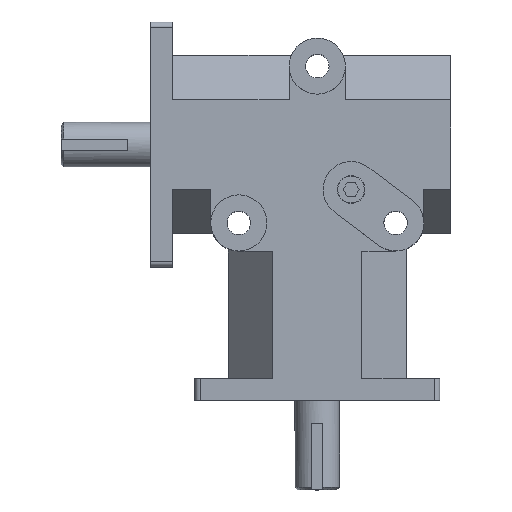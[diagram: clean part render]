
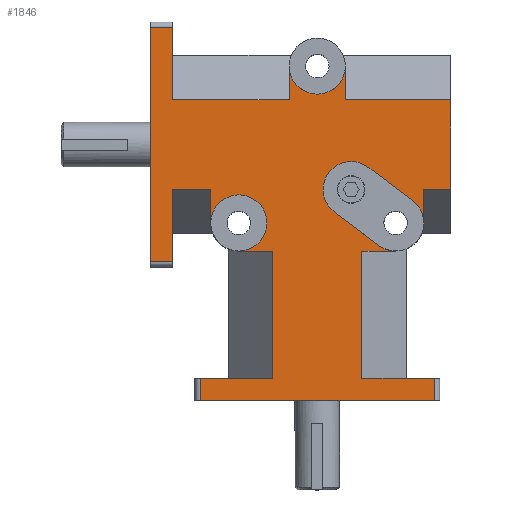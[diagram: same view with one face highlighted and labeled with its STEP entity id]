
A CAD part, top view. The second image highlights one B-rep face of the part: STEP entity #1846.
In plain terms, the highlighted planar face has unit normal (0, 0, 1).
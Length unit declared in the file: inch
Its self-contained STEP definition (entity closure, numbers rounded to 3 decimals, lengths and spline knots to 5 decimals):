
#61=CIRCLE('',#3124,0.315);
#62=CIRCLE('',#3125,0.315);
#63=CIRCLE('',#3126,0.315);
#64=CIRCLE('',#3127,0.315);
#65=CIRCLE('',#3128,0.315);
#149=VECTOR('',#2046,1.);
#156=VECTOR('',#2057,1.);
#161=VECTOR('',#2066,1.);
#162=VECTOR('',#2067,1.);
#163=VECTOR('',#2068,1.);
#164=VECTOR('',#2069,1.);
#165=VECTOR('',#2070,1.);
#166=VECTOR('',#2071,1.);
#167=VECTOR('',#2072,1.);
#168=VECTOR('',#2075,1.);
#169=VECTOR('',#2078,1.);
#170=VECTOR('',#2081,1.);
#171=VECTOR('',#2082,1.);
#172=VECTOR('',#2083,1.);
#173=VECTOR('',#2084,1.);
#174=VECTOR('',#2085,1.);
#175=VECTOR('',#2088,1.);
#176=VECTOR('',#2089,1.);
#177=VECTOR('',#2090,1.);
#178=VECTOR('',#2091,1.);
#179=VECTOR('',#2092,1.);
#180=VECTOR('',#2093,1.);
#181=VECTOR('',#2094,1.);
#182=VECTOR('',#2095,1.);
#183=VECTOR('',#2096,1.);
#317=LINE('',#2555,#149);
#324=LINE('',#2573,#156);
#329=LINE('',#2584,#161);
#330=LINE('',#2586,#162);
#331=LINE('',#2588,#163);
#332=LINE('',#2590,#164);
#333=LINE('',#2592,#165);
#334=LINE('',#2594,#166);
#335=LINE('',#2595,#167);
#336=LINE('',#2599,#168);
#337=LINE('',#2603,#169);
#338=LINE('',#2607,#170);
#339=LINE('',#2609,#171);
#340=LINE('',#2611,#172);
#341=LINE('',#2613,#173);
#342=LINE('',#2615,#174);
#343=LINE('',#2619,#175);
#344=LINE('',#2621,#176);
#345=LINE('',#2623,#177);
#346=LINE('',#2625,#178);
#347=LINE('',#2627,#179);
#348=LINE('',#2629,#180);
#349=LINE('',#2631,#181);
#350=LINE('',#2633,#182);
#351=LINE('',#2635,#183);
#487=VERTEX_POINT('',#2554);
#488=VERTEX_POINT('',#2556);
#494=VERTEX_POINT('',#2571);
#496=VERTEX_POINT('',#2574);
#499=VERTEX_POINT('',#2585);
#500=VERTEX_POINT('',#2587);
#501=VERTEX_POINT('',#2589);
#502=VERTEX_POINT('',#2591);
#503=VERTEX_POINT('',#2593);
#504=VERTEX_POINT('',#2596);
#505=VERTEX_POINT('',#2598);
#506=VERTEX_POINT('',#2600);
#507=VERTEX_POINT('',#2602);
#508=VERTEX_POINT('',#2604);
#509=VERTEX_POINT('',#2606);
#510=VERTEX_POINT('',#2608);
#511=VERTEX_POINT('',#2610);
#512=VERTEX_POINT('',#2612);
#513=VERTEX_POINT('',#2614);
#514=VERTEX_POINT('',#2616);
#515=VERTEX_POINT('',#2618);
#516=VERTEX_POINT('',#2620);
#517=VERTEX_POINT('',#2622);
#518=VERTEX_POINT('',#2624);
#519=VERTEX_POINT('',#2626);
#520=VERTEX_POINT('',#2628);
#521=VERTEX_POINT('',#2630);
#522=VERTEX_POINT('',#2632);
#523=VERTEX_POINT('',#2634);
#524=VERTEX_POINT('',#2636);
#691=EDGE_CURVE('',#488,#487,#317,.T.);
#699=EDGE_CURVE('',#496,#494,#324,.T.);
#705=EDGE_CURVE('',#488,#499,#329,.T.);
#706=EDGE_CURVE('',#500,#487,#330,.T.);
#707=EDGE_CURVE('',#501,#500,#331,.T.);
#708=EDGE_CURVE('',#502,#501,#332,.T.);
#709=EDGE_CURVE('',#503,#502,#333,.T.);
#710=EDGE_CURVE('',#496,#503,#334,.T.);
#711=EDGE_CURVE('',#504,#494,#335,.T.);
#712=EDGE_CURVE('',#504,#505,#61,.T.);
#713=EDGE_CURVE('',#505,#506,#336,.T.);
#714=EDGE_CURVE('',#506,#507,#62,.T.);
#715=EDGE_CURVE('',#507,#508,#337,.T.);
#716=EDGE_CURVE('',#508,#509,#63,.T.);
#717=EDGE_CURVE('',#510,#509,#338,.T.);
#718=EDGE_CURVE('',#510,#511,#339,.T.);
#719=EDGE_CURVE('',#511,#512,#340,.T.);
#720=EDGE_CURVE('',#512,#513,#341,.T.);
#721=EDGE_CURVE('',#513,#514,#342,.T.);
#722=EDGE_CURVE('',#514,#515,#64,.T.);
#723=EDGE_CURVE('',#516,#515,#343,.T.);
#724=EDGE_CURVE('',#516,#517,#344,.T.);
#725=EDGE_CURVE('',#517,#518,#345,.T.);
#726=EDGE_CURVE('',#519,#518,#346,.T.);
#727=EDGE_CURVE('',#520,#519,#347,.T.);
#728=EDGE_CURVE('',#521,#520,#348,.T.);
#729=EDGE_CURVE('',#522,#521,#349,.T.);
#730=EDGE_CURVE('',#522,#523,#350,.T.);
#731=EDGE_CURVE('',#523,#524,#351,.T.);
#732=EDGE_CURVE('',#524,#499,#65,.T.);
#973=ORIENTED_EDGE('',*,*,#705,.F.);
#974=ORIENTED_EDGE('',*,*,#691,.T.);
#975=ORIENTED_EDGE('',*,*,#706,.F.);
#976=ORIENTED_EDGE('',*,*,#707,.F.);
#977=ORIENTED_EDGE('',*,*,#708,.F.);
#978=ORIENTED_EDGE('',*,*,#709,.F.);
#979=ORIENTED_EDGE('',*,*,#710,.F.);
#980=ORIENTED_EDGE('',*,*,#699,.T.);
#981=ORIENTED_EDGE('',*,*,#711,.F.);
#982=ORIENTED_EDGE('',*,*,#712,.T.);
#983=ORIENTED_EDGE('',*,*,#713,.T.);
#984=ORIENTED_EDGE('',*,*,#714,.T.);
#985=ORIENTED_EDGE('',*,*,#715,.T.);
#986=ORIENTED_EDGE('',*,*,#716,.T.);
#987=ORIENTED_EDGE('',*,*,#717,.F.);
#988=ORIENTED_EDGE('',*,*,#718,.T.);
#989=ORIENTED_EDGE('',*,*,#719,.T.);
#990=ORIENTED_EDGE('',*,*,#720,.T.);
#991=ORIENTED_EDGE('',*,*,#721,.T.);
#992=ORIENTED_EDGE('',*,*,#722,.T.);
#993=ORIENTED_EDGE('',*,*,#723,.F.);
#994=ORIENTED_EDGE('',*,*,#724,.T.);
#995=ORIENTED_EDGE('',*,*,#725,.T.);
#996=ORIENTED_EDGE('',*,*,#726,.F.);
#997=ORIENTED_EDGE('',*,*,#727,.F.);
#998=ORIENTED_EDGE('',*,*,#728,.F.);
#999=ORIENTED_EDGE('',*,*,#729,.F.);
#1000=ORIENTED_EDGE('',*,*,#730,.T.);
#1001=ORIENTED_EDGE('',*,*,#731,.T.);
#1002=ORIENTED_EDGE('',*,*,#732,.T.);
#1486=EDGE_LOOP('',(#973,#974,#975,#976,#977,#978,#979,#980,#981,#982,#983,
#984,#985,#986,#987,#988,#989,#990,#991,#992,#993,#994,#995,#996,#997,#998,
#999,#1000,#1001,#1002));
#1666=FACE_BOUND('',#1486,.T.);
#1846=ADVANCED_FACE('',(#1666),#1962,.T.);
#1962=PLANE('',#3123);
#2046=DIRECTION('',(0.,-1.,0.));
#2057=DIRECTION('',(0.,1.,0.));
#2065=DIRECTION('',(0.,0.,1.));
#2066=DIRECTION('',(-1.,0.,0.));
#2067=DIRECTION('',(1.,0.,0.));
#2068=DIRECTION('',(0.,1.,0.));
#2069=DIRECTION('',(-1.,0.,0.));
#2070=DIRECTION('',(0.,-1.,0.));
#2071=DIRECTION('',(1.,0.,0.));
#2072=DIRECTION('',(-1.,0.,0.));
#2073=DIRECTION('',(0.,0.,-1.));
#2074=DIRECTION('',(0.315,0.,0.));
#2075=DIRECTION('',(-0.8,0.6,0.));
#2076=DIRECTION('',(0.,0.,-1.));
#2077=DIRECTION('',(0.315,0.,0.));
#2078=DIRECTION('',(0.8,-0.6,0.));
#2079=DIRECTION('',(0.,0.,-1.));
#2080=DIRECTION('',(0.315,0.,0.));
#2081=DIRECTION('',(0.,-1.,0.));
#2082=DIRECTION('',(1.,0.,0.));
#2083=DIRECTION('',(0.,1.,0.));
#2084=DIRECTION('',(-1.,0.,0.));
#2085=DIRECTION('',(0.,1.,0.));
#2086=DIRECTION('',(0.,0.,-1.));
#2087=DIRECTION('',(0.315,0.,0.));
#2088=DIRECTION('',(0.,1.,0.));
#2089=DIRECTION('',(-1.,0.,0.));
#2090=DIRECTION('',(0.,1.,0.));
#2091=DIRECTION('',(1.,0.,0.));
#2092=DIRECTION('',(0.,1.,0.));
#2093=DIRECTION('',(-1.,0.,0.));
#2094=DIRECTION('',(0.,-1.,0.));
#2095=DIRECTION('',(1.,0.,0.));
#2096=DIRECTION('',(0.,-1.,0.));
#2097=DIRECTION('',(0.,0.,-1.));
#2098=DIRECTION('',(0.315,0.,0.));
#2554=CARTESIAN_POINT('',(-0.5,0.25,0.815));
#2555=CARTESIAN_POINT('',(-0.5,1.18072,0.815));
#2556=CARTESIAN_POINT('',(-0.5,1.68,0.815));
#2571=CARTESIAN_POINT('',(0.5,1.68,0.815));
#2573=CARTESIAN_POINT('',(0.5,1.18072,0.815));
#2574=CARTESIAN_POINT('',(0.5,0.25,0.815));
#2583=CARTESIAN_POINT('',(0.,2.11143,0.815));
#2584=CARTESIAN_POINT('',(-0.88,1.68,0.815));
#2585=CARTESIAN_POINT('',(-0.88,1.68,0.815));
#2586=CARTESIAN_POINT('',(-0.5,0.25,0.815));
#2587=CARTESIAN_POINT('',(-1.315,0.25,0.815));
#2588=CARTESIAN_POINT('',(-1.315,1.18072,0.815));
#2589=CARTESIAN_POINT('',(-1.315,0.,0.815));
#2590=CARTESIAN_POINT('',(1.375,0.,0.815));
#2591=CARTESIAN_POINT('',(1.315,0.,0.815));
#2592=CARTESIAN_POINT('',(1.315,1.05572,0.815));
#2593=CARTESIAN_POINT('',(1.315,0.25,0.815));
#2594=CARTESIAN_POINT('',(1.375,0.25,0.815));
#2595=CARTESIAN_POINT('',(-0.88,1.68,0.815));
#2596=CARTESIAN_POINT('',(0.88,1.68,0.815));
#2597=CARTESIAN_POINT('',(0.88,1.995,0.815));
#2598=CARTESIAN_POINT('',(0.691,1.743,0.815));
#2599=CARTESIAN_POINT('',(0.38266,1.97426,0.815));
#2600=CARTESIAN_POINT('',(0.191,2.118,0.815));
#2601=CARTESIAN_POINT('',(0.38,2.37,0.815));
#2602=CARTESIAN_POINT('',(0.569,2.622,0.815));
#2603=CARTESIAN_POINT('',(0.51066,2.66576,0.815));
#2604=CARTESIAN_POINT('',(1.069,2.247,0.815));
#2605=CARTESIAN_POINT('',(0.88,1.995,0.815));
#2606=CARTESIAN_POINT('',(1.195,1.995,0.815));
#2607=CARTESIAN_POINT('',(1.195,1.995,0.815));
#2608=CARTESIAN_POINT('',(1.195,2.375,0.815));
#2609=CARTESIAN_POINT('',(0.8125,2.375,0.815));
#2610=CARTESIAN_POINT('',(1.5,2.375,0.815));
#2611=CARTESIAN_POINT('',(1.5,0.05519,0.815));
#2612=CARTESIAN_POINT('',(1.5,3.375,0.815));
#2613=CARTESIAN_POINT('',(0.8125,3.375,0.815));
#2614=CARTESIAN_POINT('',(0.315,3.375,0.815));
#2615=CARTESIAN_POINT('',(0.315,2.93322,0.815));
#2616=CARTESIAN_POINT('',(0.315,3.755,0.815));
#2617=CARTESIAN_POINT('',(0.,3.755,0.815));
#2618=CARTESIAN_POINT('',(-0.315,3.755,0.815));
#2619=CARTESIAN_POINT('',(-0.315,3.755,0.815));
#2620=CARTESIAN_POINT('',(-0.315,3.375,0.815));
#2621=CARTESIAN_POINT('',(0.8125,3.375,0.815));
#2622=CARTESIAN_POINT('',(-1.625,3.375,0.815));
#2623=CARTESIAN_POINT('',(-1.625,2.88384,0.815));
#2624=CARTESIAN_POINT('',(-1.625,4.19,0.815));
#2625=CARTESIAN_POINT('',(-0.8125,4.19,0.815));
#2626=CARTESIAN_POINT('',(-1.875,4.19,0.815));
#2627=CARTESIAN_POINT('',(-1.875,4.25,0.815));
#2628=CARTESIAN_POINT('',(-1.875,1.56,0.815));
#2629=CARTESIAN_POINT('',(-0.9375,1.56,0.815));
#2630=CARTESIAN_POINT('',(-1.625,1.56,0.815));
#2631=CARTESIAN_POINT('',(-1.625,1.875,0.815));
#2632=CARTESIAN_POINT('',(-1.625,2.375,0.815));
#2633=CARTESIAN_POINT('',(0.8125,2.375,0.815));
#2634=CARTESIAN_POINT('',(-1.195,2.375,0.815));
#2635=CARTESIAN_POINT('',(-1.195,2.05322,0.815));
#2636=CARTESIAN_POINT('',(-1.195,1.995,0.815));
#2637=CARTESIAN_POINT('',(-0.88,1.995,0.815));
#3123=AXIS2_PLACEMENT_3D('',#2583,#2065,$);
#3124=AXIS2_PLACEMENT_3D('',#2597,#2073,#2074);
#3125=AXIS2_PLACEMENT_3D('',#2601,#2076,#2077);
#3126=AXIS2_PLACEMENT_3D('',#2605,#2079,#2080);
#3127=AXIS2_PLACEMENT_3D('',#2617,#2086,#2087);
#3128=AXIS2_PLACEMENT_3D('',#2637,#2097,#2098);
